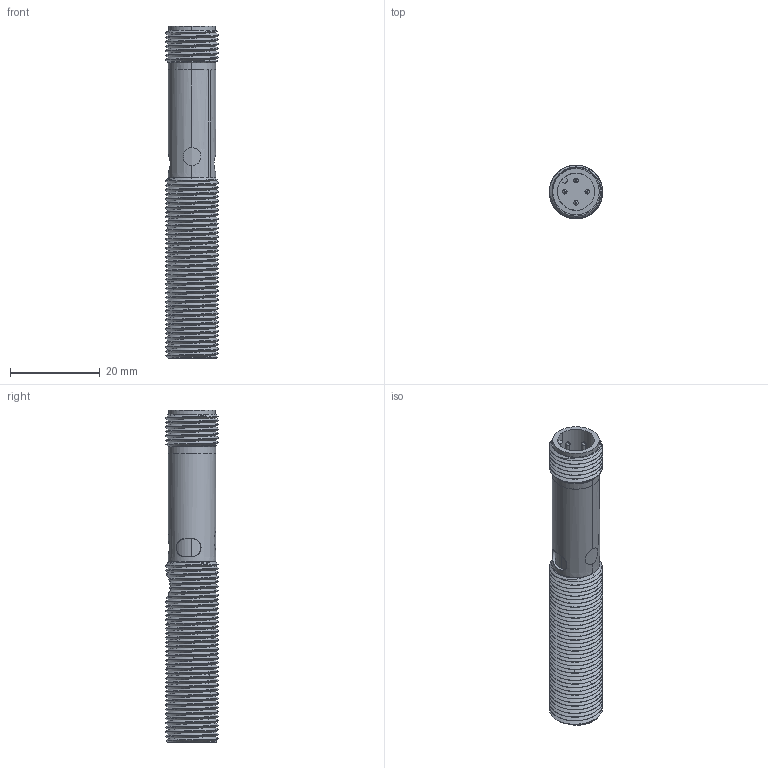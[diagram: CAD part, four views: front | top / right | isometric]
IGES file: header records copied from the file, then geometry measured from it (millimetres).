
Start section:  PTC IGES file: 137696.igs
Global section: file name: 137696.igs; native system: Pro/ENGINEER by Parametric Technology Corporation; preprocessor: 2006170; author: banengservice; organization: Unknown; date: 20080107.151008; units: inch
Bounding box: 11.88 x 11.87 x 74 mm (x, y, z)
Volume: 2855.2 mm3; surface area: 10344.7 mm2
Topology: 5 solids, 6 shells, 547 faces, 1418 edges, 894 vertices
Faces by surface type: revolution 327, bspline 220
